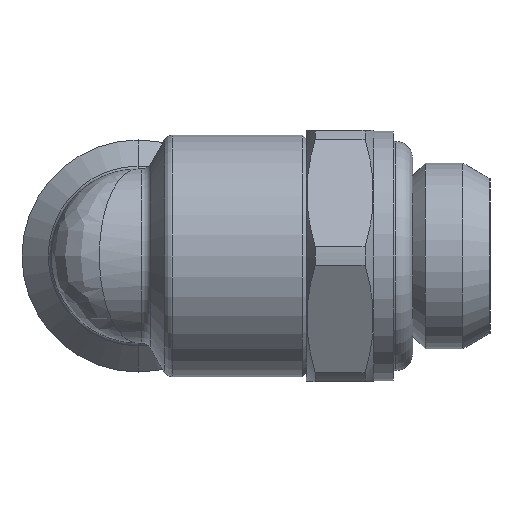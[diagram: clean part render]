
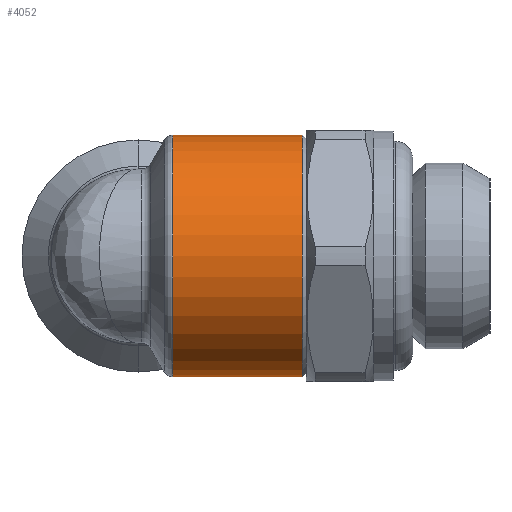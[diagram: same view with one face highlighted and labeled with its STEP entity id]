
A CAD part, left-side view. The second image highlights one B-rep face of the part: STEP entity #4052.
In plain terms, the highlighted cylindrical face has radius 6.25 mm (diameter 12.5 mm), a partial arc.
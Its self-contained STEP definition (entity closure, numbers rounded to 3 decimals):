
#290 = AXIS2_PLACEMENT_3D ( 'NONE', #340, #339, #292 ) ;
#292 = DIRECTION ( 'NONE',  ( 0., 0., 1. ) ) ;
#293 = FACE_OUTER_BOUND ( 'NONE', #4053, .T. ) ;
#339 = DIRECTION ( 'NONE',  ( 0., 1., 0. ) ) ;
#340 = CARTESIAN_POINT ( 'NONE',  ( 0., 5.805, 0. ) ) ;
#369 = CYLINDRICAL_SURFACE ( 'NONE', #290, 6.25 ) ;
#637 = DIRECTION ( 'NONE',  ( 0., 0., 1. ) ) ;
#638 = DIRECTION ( 'NONE',  ( 0., 1., 0. ) ) ;
#672 = CIRCLE ( 'NONE', #764, 6.25 ) ;
#763 = CARTESIAN_POINT ( 'NONE',  ( 0., -8.5, 0. ) ) ;
#764 = AXIS2_PLACEMENT_3D ( 'NONE', #763, #638, #637 ) ;
#845 = CARTESIAN_POINT ( 'NONE',  ( 0., -8.5, 6.25 ) ) ;
#874 = CARTESIAN_POINT ( 'NONE',  ( 0., -1.789, 6.25 ) ) ;
#880 = CARTESIAN_POINT ( 'NONE',  ( 0., -8.5, -6.25 ) ) ;
#1085 = DIRECTION ( 'NONE',  ( 0., 1., 0. ) ) ;
#1093 = CARTESIAN_POINT ( 'NONE',  ( 0., 5.805, -6.25 ) ) ;
#1111 = VECTOR ( 'NONE', #1085, 1000. ) ;
#1132 = LINE ( 'NONE', #1093, #1111 ) ;
#1166 = CARTESIAN_POINT ( 'NONE',  ( 0., 5.805, 6.25 ) ) ;
#1211 = DIRECTION ( 'NONE',  ( 0., 1., 0. ) ) ;
#1252 = VECTOR ( 'NONE', #1211, 1000. ) ;
#1305 = LINE ( 'NONE', #1166, #1252 ) ;
#1343 = AXIS2_PLACEMENT_3D ( 'NONE', #1369, #1368, #1381 ) ;
#1366 = CARTESIAN_POINT ( 'NONE',  ( 0., -1.789, -6.25 ) ) ;
#1368 = DIRECTION ( 'NONE',  ( 0., -1., 0. ) ) ;
#1369 = CARTESIAN_POINT ( 'NONE',  ( 0., -1.789, 0. ) ) ;
#1381 = DIRECTION ( 'NONE',  ( 0., 0., -1. ) ) ;
#1398 = CIRCLE ( 'NONE', #1343, 6.25 ) ;
#3205 = VERTEX_POINT ( 'NONE', #880 ) ;
#3230 = VERTEX_POINT ( 'NONE', #845 ) ;
#3253 = VERTEX_POINT ( 'NONE', #874 ) ;
#3268 = EDGE_CURVE ( 'NONE', #3205, #3343, #1132, .T. ) ;
#3285 = EDGE_CURVE ( 'NONE', #3230, #3253, #1305, .T. ) ;
#3343 = VERTEX_POINT ( 'NONE', #1366 ) ;
#3351 = EDGE_CURVE ( 'NONE', #3253, #3343, #1398, .T. ) ;
#4052 = ADVANCED_FACE ( 'NONE', ( #293 ), #369, .T. ) ;
#4053 = EDGE_LOOP ( 'NONE', ( #4117, #4101, #4103, #4133 ) ) ;
#4101 = ORIENTED_EDGE ( 'NONE', *, *, #4102, .T. ) ;
#4102 = EDGE_CURVE ( 'NONE', #3205, #3230, #672, .T. ) ;
#4103 = ORIENTED_EDGE ( 'NONE', *, *, #3285, .T. ) ;
#4117 = ORIENTED_EDGE ( 'NONE', *, *, #3268, .F. ) ;
#4133 = ORIENTED_EDGE ( 'NONE', *, *, #3351, .T. ) ;
